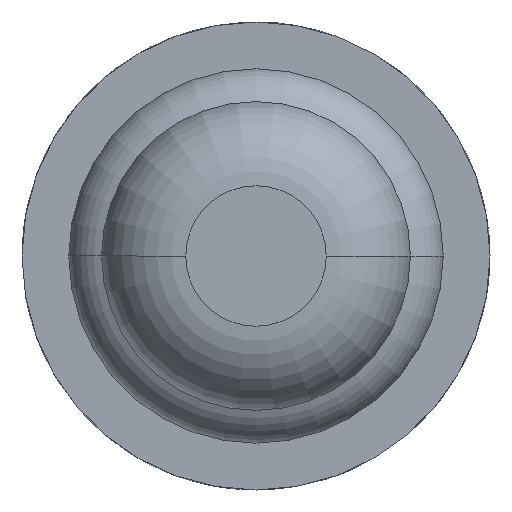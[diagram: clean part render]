
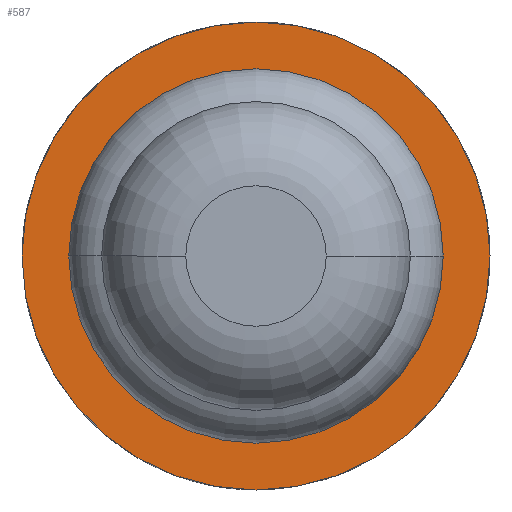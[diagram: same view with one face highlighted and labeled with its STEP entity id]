
A CAD part, front view. The second image highlights one B-rep face of the part: STEP entity #587.
In plain terms, the highlighted planar face has unit normal (0, -1, 0).
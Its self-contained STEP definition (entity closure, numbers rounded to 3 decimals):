
#113 = CIRCLE ( 'NONE', #811, 0.64 ) ;
#142 = CARTESIAN_POINT ( 'NONE',  ( 0., 5., 0. ) ) ;
#259 = CARTESIAN_POINT ( 'NONE',  ( 1.25, 5., 0. ) ) ;
#587 = ADVANCED_FACE ( 'Defeature ausgef�hrt1_15', ( #1631, #3383 ), #3054, .F. ) ;
#611 = VERTEX_POINT ( 'NONE', #958 ) ;
#702 = CARTESIAN_POINT ( 'NONE',  ( 0., 5., 0. ) ) ;
#811 = AXIS2_PLACEMENT_3D ( 'NONE', #3774, #1956, #2823 ) ;
#953 = CARTESIAN_POINT ( 'NONE',  ( -0.64, 5., 0. ) ) ;
#958 = CARTESIAN_POINT ( 'NONE',  ( 0.64, 5., 0. ) ) ;
#1048 = VERTEX_POINT ( 'NONE', #953 ) ;
#1063 = DIRECTION ( 'NONE',  ( -1., 0., 0. ) ) ;
#1190 = CIRCLE ( 'NONE', #3803, 1.25 ) ;
#1251 = DIRECTION ( 'NONE',  ( 0., 1., 0. ) ) ;
#1261 = ORIENTED_EDGE ( 'NONE', *, *, #3640, .F. ) ;
#1352 = DIRECTION ( 'NONE',  ( -1., 0., 0. ) ) ;
#1546 = AXIS2_PLACEMENT_3D ( 'NONE', #702, #3796, #1905 ) ;
#1631 = FACE_OUTER_BOUND ( 'NONE', #2250, .T. ) ;
#1708 = AXIS2_PLACEMENT_3D ( 'NONE', #142, #2641, #1063 ) ;
#1779 = EDGE_LOOP ( 'NONE', ( #3893, #2290 ) ) ;
#1905 = DIRECTION ( 'NONE',  ( -1., 0., 0. ) ) ;
#1956 = DIRECTION ( 'NONE',  ( 0., 1., 0. ) ) ;
#2098 = AXIS2_PLACEMENT_3D ( 'NONE', #3369, #1251, #2490 ) ;
#2250 = EDGE_LOOP ( 'NONE', ( #1261, #3039 ) ) ;
#2290 = ORIENTED_EDGE ( 'NONE', *, *, #2902, .T. ) ;
#2490 = DIRECTION ( 'NONE',  ( -1., 0., 0. ) ) ;
#2641 = DIRECTION ( 'NONE',  ( 0., 1., 0. ) ) ;
#2650 = VERTEX_POINT ( 'NONE', #2911 ) ;
#2680 = EDGE_CURVE ( 'Defeature ausgef�hrt1_15+Defeature ausgef�hrt1_10+Defeature ausgef�hrt1_10+Defeature ausgef�hrt1_10', #1048, #611, #2992, .T. ) ;
#2702 = CIRCLE ( 'NONE', #1546, 1.25 ) ;
#2768 = EDGE_CURVE ( 'Defeature ausgef�hrt1_14+Defeature ausgef�hrt1_15+Defeature ausgef�hrt1_15+Defeature ausgef�hrt1_15', #2964, #2650, #1190, .T. ) ;
#2823 = DIRECTION ( 'NONE',  ( -1., 0., 0. ) ) ;
#2902 = EDGE_CURVE ( 'Defeature ausgef�hrt1_15+Defeature ausgef�hrt1_10+Defeature ausgef�hrt1_10+Defeature ausgef�hrt1_10', #611, #1048, #113, .T. ) ;
#2911 = CARTESIAN_POINT ( 'NONE',  ( -1.25, 5., 0. ) ) ;
#2964 = VERTEX_POINT ( 'NONE', #259 ) ;
#2992 = CIRCLE ( 'NONE', #1708, 0.64 ) ;
#3039 = ORIENTED_EDGE ( 'NONE', *, *, #2768, .F. ) ;
#3054 = PLANE ( 'NONE',  #2098 ) ;
#3369 = CARTESIAN_POINT ( 'NONE',  ( 1.25, 5., 0. ) ) ;
#3383 = FACE_BOUND ( 'NONE', #1779, .T. ) ;
#3526 = DIRECTION ( 'NONE',  ( 0., 1., 0. ) ) ;
#3567 = CARTESIAN_POINT ( 'NONE',  ( 0., 5., 0. ) ) ;
#3640 = EDGE_CURVE ( 'Defeature ausgef�hrt1_14+Defeature ausgef�hrt1_15+Defeature ausgef�hrt1_15+Defeature ausgef�hrt1_15', #2650, #2964, #2702, .T. ) ;
#3774 = CARTESIAN_POINT ( 'NONE',  ( 0., 5., 0. ) ) ;
#3796 = DIRECTION ( 'NONE',  ( 0., 1., 0. ) ) ;
#3803 = AXIS2_PLACEMENT_3D ( 'NONE', #3567, #3526, #1352 ) ;
#3893 = ORIENTED_EDGE ( 'NONE', *, *, #2680, .T. ) ;
